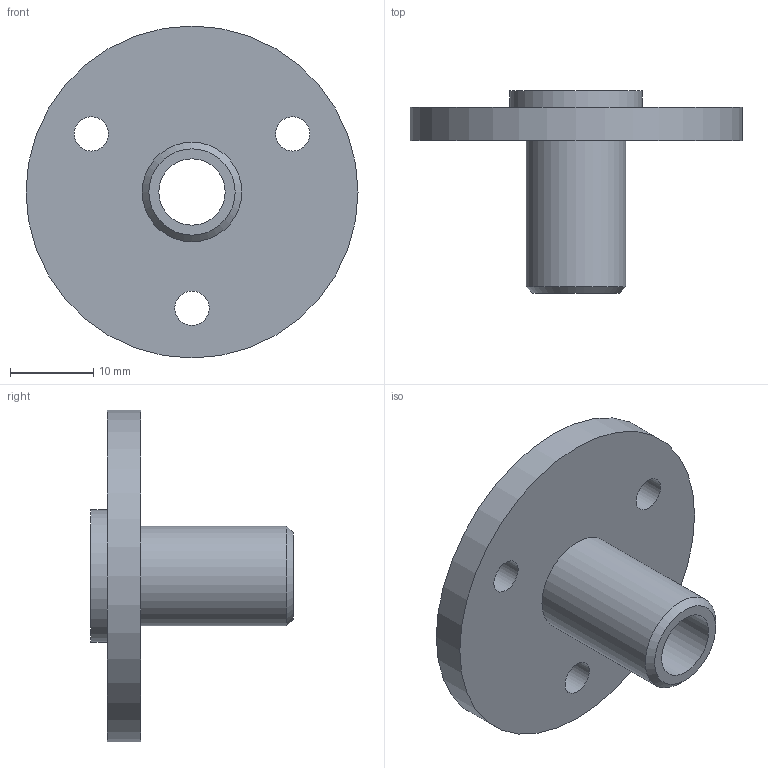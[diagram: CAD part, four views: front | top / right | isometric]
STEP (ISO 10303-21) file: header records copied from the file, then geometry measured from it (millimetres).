
FILE_DESCRIPTION(/* description */ ('Unknown'),/* implementation_level */ '2;1');
FILE_NAME(/* name */ 'fourrure',/* time_stamp */ '2020-11-16T19:00:07+01:00',/* author */ ('Unknown'),/* organization */ ('Unknown'),/* preprocessor_version */ 'ST-DEVELOPER v16.7',/* originating_system */ 'DEX',/* authorisation */ $);
FILE_SCHEMA (('AUTOMOTIVE_DESIGN {1 0 10303 214 3 1 1}'));
Length unit declared in the file: millimetre
Products named in the file (1): fourrure
Bounding box: 40 x 24.4 x 40 mm (x, y, z)
Volume: 6110.6 mm3; surface area: 4379.6 mm2
Topology: 1 solids, 1 shells, 12 faces, 26 edges, 18 vertices
Faces by surface type: cylinder 7, plane 4, cone 1
Full cylindrical faces by diameter (mm): 4.134 x3, 8 x1, 12 x1, 16 x1, 40 x1
Entity records: 398 total; most frequent: DIRECTION 56, CARTESIAN_POINT 43, ORIENTED_EDGE 30, EDGE_LOOP 30, FACE_BOUND 30, AXIS2_PLACEMENT_3D 28, EDGE_CURVE 15, VERTEX_POINT 15
